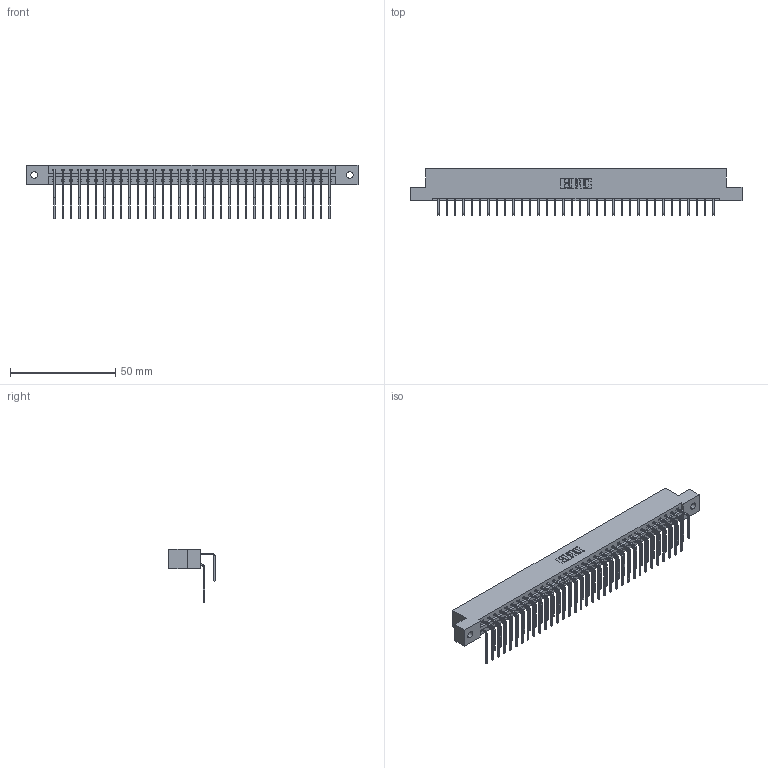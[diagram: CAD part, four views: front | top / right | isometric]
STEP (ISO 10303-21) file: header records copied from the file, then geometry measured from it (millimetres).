
FILE_DESCRIPTION (( 'STEP AP203' ), '1' );
FILE_NAME ('337-068-558-202.STEP', '2019-10-10T00:39:21', ( '' ), ( '' ), 'SwSTEP 2.0', 'SolidWorks 2016', '' );
FILE_SCHEMA (( 'CONFIG_CONTROL_DESIGN' ));
Length unit declared in the file: inch
Products named in the file (4): 345-292-001_558 Tail - 2; 345-292-001_558 559 Tail - 1; 337-068-558-202; 337 Part_Flush Mounting Lugs - 0.128 Dia
Assembly tree (69 placements, depth 2):
  337-068-558-202
    337 Part_Flush Mounting Lugs - 0.128 Dia
    345-292-001_558 559 Tail - 1  x34
    345-292-001_558 Tail - 2  x34
Bounding box: 157.73 x 22.17 x 25.53 mm (x, y, z)
Volume: 16872.4 mm3; surface area: 20693.5 mm2
Topology: 69 solids, 69 shells, 3922 faces, 11667 edges, 7686 vertices
Faces by surface type: plane 2790, cylinder 1132
Entity records: 29183 total; most frequent: CARTESIAN_POINT 4969, ORIENTED_EDGE 4854, DIRECTION 4223, EDGE_CURVE 2427, LINE 2259, VECTOR 2259, VERTEX_POINT 1614, AXIS2_PLACEMENT_3D 982
